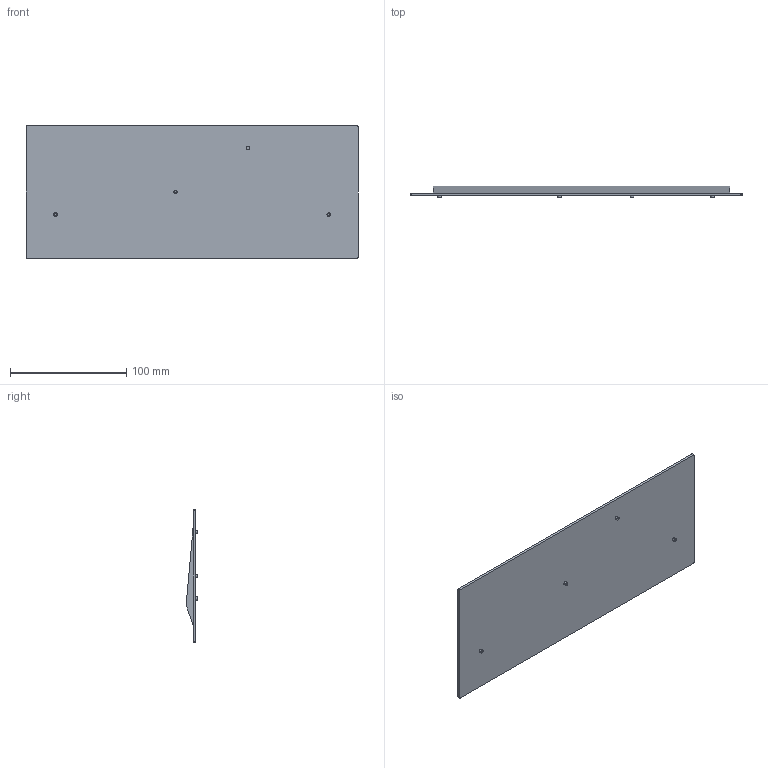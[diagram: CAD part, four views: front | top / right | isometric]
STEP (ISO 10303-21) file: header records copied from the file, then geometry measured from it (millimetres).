
FILE_DESCRIPTION(/* description */ (''),/* implementation_level */ '2;1');
FILE_NAME(/* name */ 'BackPlate.step',/* time_stamp */ '2026-01-06T22:59:55+06:00',/* author */ (''),/* organization */ (''),/* preprocessor_version */ 'ST-DEVELOPER v20.1',/* originating_system */ 'Autodesk Translation Framework v14.21.0.0',/* authorisation */ '');
FILE_SCHEMA (('AUTOMOTIVE_DESIGN { 1 0 10303 214 3 1 1 }'));
Length unit declared in the file: millimetre
Products named in the file (1): (Unsaved)
Bounding box: 285.37 x 10 x 113.98 mm (x, y, z)
Volume: 130065.8 mm3; surface area: 67678.6 mm2
Topology: 1 solids, 1 shells, 162 faces, 450 edges, 298 vertices
Faces by surface type: plane 155, cylinder 7
Full cylindrical faces by diameter (mm): 2 x3, 3 x4
Entity records: 5138 total; most frequent: CARTESIAN_POINT 911, ORIENTED_EDGE 900, DIRECTION 808, EDGE_CURVE 450, LINE 418, VECTOR 418, VERTEX_POINT 298, AXIS2_PLACEMENT_3D 195
